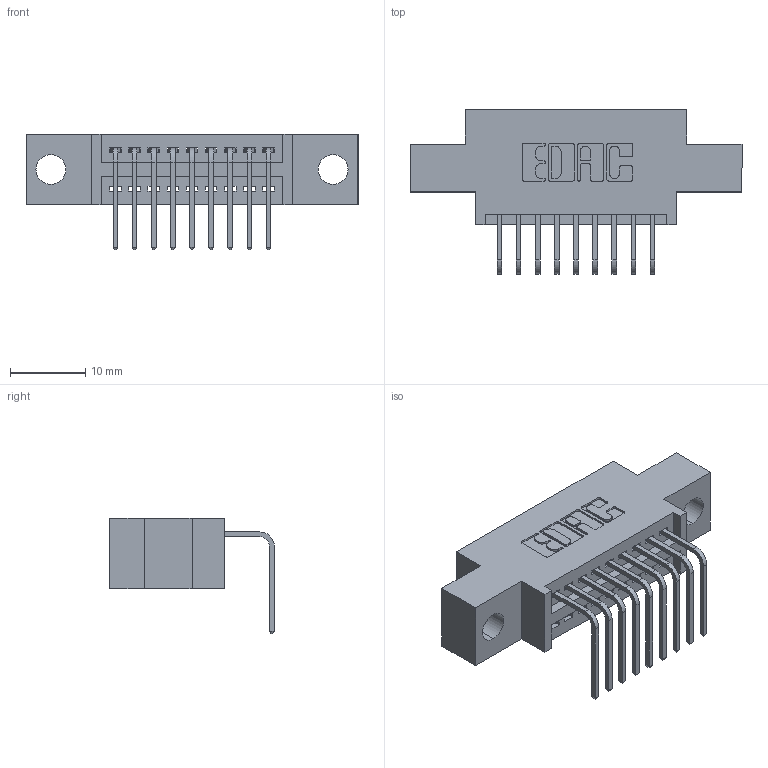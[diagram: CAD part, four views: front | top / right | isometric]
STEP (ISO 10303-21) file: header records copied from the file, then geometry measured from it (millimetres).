
FILE_DESCRIPTION (( 'STEP AP203' ), '1' );
FILE_NAME ('395-009-558-604.STEP', '2021-06-11T13:45:33', ( '' ), ( '' ), 'SwSTEP 2.0', 'SolidWorks 2020', '' );
FILE_SCHEMA (( 'CONFIG_CONTROL_DESIGN' ));
Length unit declared in the file: inch
Products named in the file (3): 395-009-558-604; 345 Part_0.170 Offset - 0.156 Dia-TI; 345-292-001_558 Tail - 2
Assembly tree (10 placements, depth 2):
  395-009-558-604
    345 Part_0.170 Offset - 0.156 Dia-TI
    345-292-001_558 Tail - 2  x9
Bounding box: 44.07 x 21.83 x 15.37 mm (x, y, z)
Volume: 3726 mm3; surface area: 4648.3 mm2
Topology: 10 solids, 10 shells, 684 faces, 2027 edges, 1338 vertices
Faces by surface type: plane 476, cylinder 208
Entity records: 11851 total; most frequent: CARTESIAN_POINT 2065, ORIENTED_EDGE 2006, DIRECTION 1849, EDGE_CURVE 1003, LINE 835, VECTOR 835, VERTEX_POINT 666, AXIS2_PLACEMENT_3D 507
